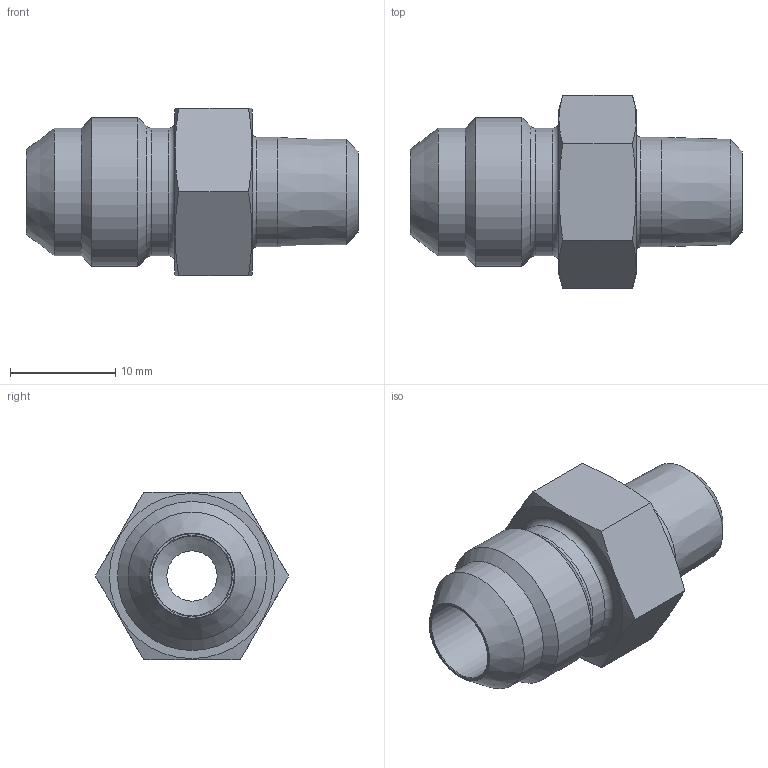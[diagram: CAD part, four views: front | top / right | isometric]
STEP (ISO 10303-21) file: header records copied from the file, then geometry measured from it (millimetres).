
FILE_DESCRIPTION(/* description */ (''),/* implementation_level */ '2;1');
FILE_NAME(/* name */ '6-2 FTX.stp',/* time_stamp */ '2017-01-20T15:32:50-05:00',/* author */ ('524488'),/* organization */ (''),/* preprocessor_version */ 'ST-DEVELOPER v16.1',/* originating_system */ 'Autodesk Inventor 2016',/* authorisation */ '');
FILE_SCHEMA (('AUTOMOTIVE_DESIGN { 1 0 10303 214 3 1 1 }'));
Length unit declared in the file: inch
Products named in the file (1): 6-2 FTX
Bounding box: 31.5 x 18.33 x 15.88 mm (x, y, z)
Volume: 3121.9 mm3; surface area: 2229.3 mm2
Topology: 1 solids, 1 shells, 30 faces, 63 edges, 37 vertices
Faces by surface type: cone 10, plane 10, cylinder 6, torus 4
Full cylindrical faces by diameter (mm): 4.775 x1, 7.544 x1, 10.388 x1, 12.116 x2, 14.141 x1
Entity records: 690 total; most frequent: CARTESIAN_POINT 131, DIRECTION 114, ORIENTED_EDGE 82, EDGE_LOOP 54, AXIS2_PLACEMENT_3D 54, EDGE_CURVE 41, VERTEX_POINT 35, FACE_OUTER_BOUND 30
